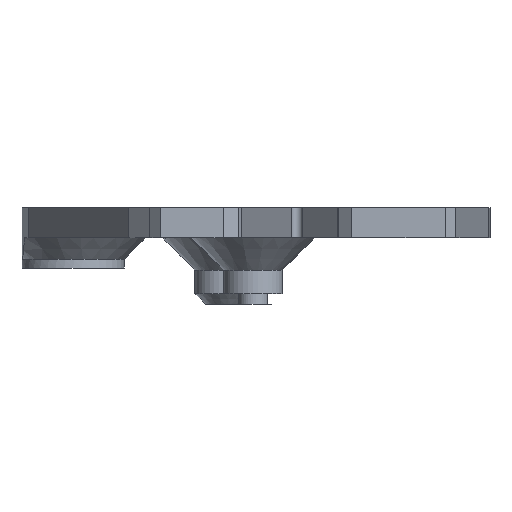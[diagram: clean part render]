
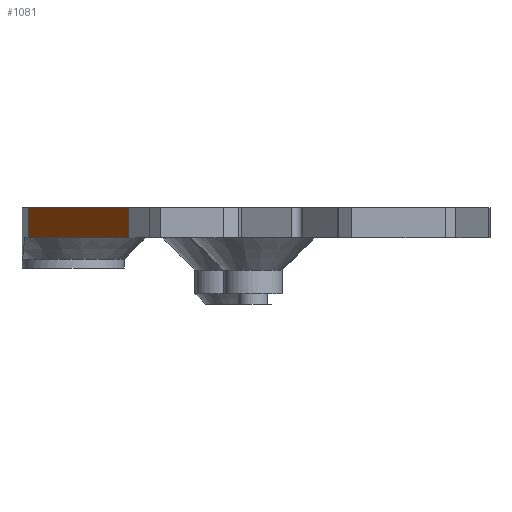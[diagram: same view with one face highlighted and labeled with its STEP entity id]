
A CAD part, front view. The second image highlights one B-rep face of the part: STEP entity #1081.
In plain terms, the highlighted planar face has unit normal (-0.95, -0.312, 0).
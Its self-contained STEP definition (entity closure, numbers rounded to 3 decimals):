
#62=PLANE('',#1188);
#118=FACE_OUTER_BOUND('',#182,.T.);
#182=EDGE_LOOP('',(#965,#966,#967,#968));
#229=LINE('',#1615,#344);
#254=LINE('',#1673,#369);
#302=LINE('',#1803,#417);
#303=LINE('',#1805,#418);
#344=VECTOR('',#1287,10.);
#369=VECTOR('',#1330,10.);
#417=VECTOR('',#1466,10.);
#418=VECTOR('',#1469,10.);
#505=VERTEX_POINT('',#1612);
#506=VERTEX_POINT('',#1614);
#529=VERTEX_POINT('',#1670);
#530=VERTEX_POINT('',#1672);
#612=EDGE_CURVE('',#505,#506,#229,.T.);
#641=EDGE_CURVE('',#530,#529,#254,.T.);
#707=EDGE_CURVE('',#529,#506,#302,.T.);
#708=EDGE_CURVE('',#530,#505,#303,.T.);
#965=ORIENTED_EDGE('',*,*,#641,.T.);
#966=ORIENTED_EDGE('',*,*,#707,.T.);
#967=ORIENTED_EDGE('',*,*,#612,.F.);
#968=ORIENTED_EDGE('',*,*,#708,.F.);
#1081=ADVANCED_FACE('',(#118),#62,.T.);
#1188=AXIS2_PLACEMENT_3D('',#1804,#1467,#1468);
#1287=DIRECTION('',(-0.312,0.95,0.));
#1330=DIRECTION('',(-0.312,0.95,0.));
#1466=DIRECTION('',(0.,0.,-1.));
#1467=DIRECTION('center_axis',(-0.95,-0.312,0.));
#1468=DIRECTION('ref_axis',(-0.312,0.95,0.));
#1469=DIRECTION('',(0.,0.,-1.));
#1612=CARTESIAN_POINT('',(65.629,-49.4,-0.025));
#1614=CARTESIAN_POINT('',(56.222,-20.738,-0.025));
#1615=CARTESIAN_POINT('',(65.629,-49.4,-0.025));
#1670=CARTESIAN_POINT('',(56.222,-20.738,2.785));
#1672=CARTESIAN_POINT('',(65.629,-49.4,2.785));
#1673=CARTESIAN_POINT('',(65.629,-49.4,2.785));
#1803=CARTESIAN_POINT('',(56.222,-20.738,2.785));
#1804=CARTESIAN_POINT('Origin',(65.629,-49.4,2.785));
#1805=CARTESIAN_POINT('',(65.629,-49.4,2.785));
